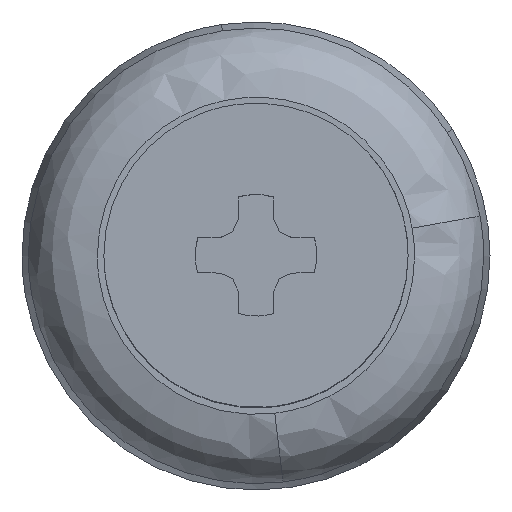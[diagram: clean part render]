
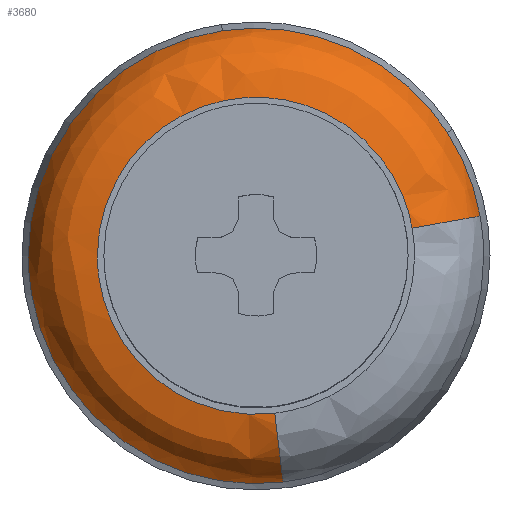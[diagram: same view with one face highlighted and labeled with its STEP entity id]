
A CAD part, top view. The second image highlights one B-rep face of the part: STEP entity #3680.
In plain terms, the highlighted free-form (B-spline) face has degree [2, 2] with [7, 3] control points.
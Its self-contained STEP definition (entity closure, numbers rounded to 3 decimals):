
#2523=CARTESIAN_POINT('',(4.088,2.639,-8.54));
#2524=VERTEX_POINT('',#2523);
#2525=CARTESIAN_POINT('',(4.791,0.852,-8.54));
#2526=VERTEX_POINT('',#2525);
#2527=CARTESIAN_POINT('',(4.088,2.639,-8.54));
#2528=CARTESIAN_POINT('',(4.619,1.816,-8.54));
#2529=CARTESIAN_POINT('',(4.791,0.852,-8.54));
#2537=(BOUNDED_CURVE()B_SPLINE_CURVE(2,(#2527,#2528,#2529),.UNSPECIFIED.,.F.,.U.)B_SPLINE_CURVE_WITH_KNOTS((3,3),(0.407,0.47),.UNSPECIFIED.)CURVE()GEOMETRIC_REPRESENTATION_ITEM()RATIONAL_B_SPLINE_CURVE((0.863,0.882,0.938))REPRESENTATION_ITEM(''));
#2538=EDGE_CURVE('',#2524,#2526,#2537,.T.);
#2555=CARTESIAN_POINT('',(0.576,-4.832,-8.54));
#2556=VERTEX_POINT('',#2555);
#2570=CARTESIAN_POINT('',(-4.866,0.0,-8.54));
#2571=VERTEX_POINT('',#2570);
#2572=CARTESIAN_POINT('',(0.576,-4.832,-8.54));
#2573=CARTESIAN_POINT('',(0.289,-4.866,-8.54));
#2574=CARTESIAN_POINT('',(0.0,-4.866,-8.54));
#2575=CARTESIAN_POINT('',(-4.866,-4.866,-8.54));
#2576=CARTESIAN_POINT('',(-4.866,0.0,-8.54));
#2584=(BOUNDED_CURVE()B_SPLINE_CURVE(2,(#2572,#2573,#2574,#2575,#2576),.UNSPECIFIED.,.F.,.U.)B_SPLINE_CURVE_WITH_KNOTS((3,2,3),(0.729,0.75,1.0),.UNSPECIFIED.)CURVE()GEOMETRIC_REPRESENTATION_ITEM()RATIONAL_B_SPLINE_CURVE((0.956,0.976,1.0,0.707,1.0))REPRESENTATION_ITEM(''));
#2585=EDGE_CURVE('',#2556,#2571,#2584,.T.);
#2587=CARTESIAN_POINT('',(-0.719,4.812,-8.54));
#2588=VERTEX_POINT('',#2587);
#2589=CARTESIAN_POINT('',(-4.866,0.0,-8.54));
#2590=CARTESIAN_POINT('',(-4.866,4.193,-8.54));
#2591=CARTESIAN_POINT('',(-0.719,4.812,-8.54));
#2599=(BOUNDED_CURVE()B_SPLINE_CURVE(2,(#2589,#2590,#2591),.UNSPECIFIED.,.F.,.U.)B_SPLINE_CURVE_WITH_KNOTS((3,3),(0.0,0.225),.UNSPECIFIED.)CURVE()GEOMETRIC_REPRESENTATION_ITEM()RATIONAL_B_SPLINE_CURVE((1.0,0.737,0.946))REPRESENTATION_ITEM(''));
#2600=EDGE_CURVE('',#2571,#2588,#2599,.T.);
#2678=CARTESIAN_POINT('',(-0.719,4.812,-8.54));
#2679=CARTESIAN_POINT('',(-0.362,4.866,-8.54));
#2680=CARTESIAN_POINT('',(0.0,4.866,-8.54));
#2681=CARTESIAN_POINT('',(2.651,4.866,-8.54));
#2682=CARTESIAN_POINT('',(4.088,2.639,-8.54));
#2690=(BOUNDED_CURVE()B_SPLINE_CURVE(2,(#2678,#2679,#2680,#2681,#2682),.UNSPECIFIED.,.F.,.U.)B_SPLINE_CURVE_WITH_KNOTS((3,2,3),(0.225,0.25,0.407),.UNSPECIFIED.)CURVE()GEOMETRIC_REPRESENTATION_ITEM()RATIONAL_B_SPLINE_CURVE((0.946,0.97,1.0,0.816,0.863))REPRESENTATION_ITEM(''));
#2691=EDGE_CURVE('',#2588,#2524,#2690,.T.);
#3583=CARTESIAN_POINT('',(0.39,-3.271,-7.303));
#3584=CARTESIAN_POINT('',(-2.699,-3.639,-7.303));
#3585=CARTESIAN_POINT('',(-3.243,-0.576,-7.303));
#3586=CARTESIAN_POINT('',(-3.819,2.666,-7.303));
#3587=CARTESIAN_POINT('',(-0.576,3.243,-7.303));
#3588=CARTESIAN_POINT('',(2.666,3.819,-7.303));
#3589=CARTESIAN_POINT('',(3.243,0.576,-7.303));
#3590=CARTESIAN_POINT('',(0.559,-4.688,-7.213));
#3591=CARTESIAN_POINT('',(-3.868,-5.216,-7.213));
#3592=CARTESIAN_POINT('',(-4.648,-0.826,-7.213));
#3593=CARTESIAN_POINT('',(-5.475,3.822,-7.213));
#3594=CARTESIAN_POINT('',(-0.826,4.648,-7.213));
#3595=CARTESIAN_POINT('',(3.822,5.475,-7.213));
#3596=CARTESIAN_POINT('',(4.648,0.826,-7.213));
#3597=CARTESIAN_POINT('',(0.578,-4.845,-8.634));
#3598=CARTESIAN_POINT('',(-3.998,-5.391,-8.634));
#3599=CARTESIAN_POINT('',(-4.804,-0.854,-8.634));
#3600=CARTESIAN_POINT('',(-5.658,3.95,-8.634));
#3601=CARTESIAN_POINT('',(-0.854,4.804,-8.634));
#3602=CARTESIAN_POINT('',(3.95,5.658,-8.634));
#3603=CARTESIAN_POINT('',(4.804,0.854,-8.634));
#3611=(BOUNDED_SURFACE()B_SPLINE_SURFACE(2,2,((#3583,#3590,#3597),(#3584,#3591,#3598),(#3585,#3592,#3599),(#3586,#3593,#3600),(#3587,#3594,#3601),(#3588,#3595,#3602),(#3589,#3596,#3603)),.UNSPECIFIED.,.F.,.F.,.U.)B_SPLINE_SURFACE_WITH_KNOTS((3,2,2,3),(3,3),(0.0,7.761,15.846,23.93),(0.0,2.402),.UNSPECIFIED.)GEOMETRIC_REPRESENTATION_ITEM()RATIONAL_B_SPLINE_SURFACE(((0.897,0.648,0.894),(0.66,0.477,0.657),(0.918,0.663,0.914),(0.649,0.469,0.646),(0.918,0.663,0.914),(0.649,0.469,0.646),(0.918,0.663,0.914)))REPRESENTATION_ITEM('')SURFACE());
#3612=CARTESIAN_POINT('',(0.401,-3.365,-7.3));
#3613=VERTEX_POINT('',#3612);
#3614=CARTESIAN_POINT('',(-3.389,0.0,-7.3));
#3615=VERTEX_POINT('',#3614);
#3616=CARTESIAN_POINT('',(0.401,-3.365,-7.3));
#3617=CARTESIAN_POINT('',(0.201,-3.389,-7.3));
#3618=CARTESIAN_POINT('',(0.0,-3.389,-7.3));
#3619=CARTESIAN_POINT('',(-3.389,-3.389,-7.3));
#3620=CARTESIAN_POINT('',(-3.389,0.0,-7.3));
#3628=(BOUNDED_CURVE()B_SPLINE_CURVE(2,(#3616,#3617,#3618,#3619,#3620),.UNSPECIFIED.,.F.,.U.)B_SPLINE_CURVE_WITH_KNOTS((3,2,3),(0.729,0.75,1.0),.UNSPECIFIED.)CURVE()GEOMETRIC_REPRESENTATION_ITEM()RATIONAL_B_SPLINE_CURVE((0.956,0.976,1.0,0.707,1.0))REPRESENTATION_ITEM(''));
#3629=EDGE_CURVE('',#3613,#3615,#3628,.T.);
#3630=ORIENTED_EDGE('',*,*,#3629,.T.);
#3631=CARTESIAN_POINT('',(3.336,0.593,-7.3));
#3632=VERTEX_POINT('',#3631);
#3633=CARTESIAN_POINT('',(-3.389,0.0,-7.3));
#3634=CARTESIAN_POINT('',(-3.389,3.389,-7.3));
#3635=CARTESIAN_POINT('',(0.0,3.389,-7.3));
#3636=CARTESIAN_POINT('',(2.839,3.389,-7.3));
#3637=CARTESIAN_POINT('',(3.336,0.593,-7.3));
#3645=(BOUNDED_CURVE()B_SPLINE_CURVE(2,(#3633,#3634,#3635,#3636,#3637),.UNSPECIFIED.,.F.,.U.)B_SPLINE_CURVE_WITH_KNOTS((3,2,3),(0.0,0.25,0.47),.UNSPECIFIED.)CURVE()GEOMETRIC_REPRESENTATION_ITEM()RATIONAL_B_SPLINE_CURVE((1.0,0.707,1.0,0.742,0.938))REPRESENTATION_ITEM(''));
#3646=EDGE_CURVE('',#3615,#3632,#3645,.T.);
#3647=ORIENTED_EDGE('',*,*,#3646,.T.);
#3648=CARTESIAN_POINT('',(3.336,0.593,-7.3));
#3649=CARTESIAN_POINT('',(4.576,0.813,-7.3));
#3650=CARTESIAN_POINT('',(4.791,0.852,-8.54));
#3658=(BOUNDED_CURVE()B_SPLINE_CURVE(2,(#3648,#3649,#3650),.UNSPECIFIED.,.F.,.U.)B_SPLINE_CURVE_WITH_KNOTS((3,3),(-1.711,-0.301),.UNSPECIFIED.)CURVE()GEOMETRIC_REPRESENTATION_ITEM()RATIONAL_B_SPLINE_CURVE((0.896,0.685,0.892))REPRESENTATION_ITEM(''));
#3659=EDGE_CURVE('',#3632,#2526,#3658,.T.);
#3660=ORIENTED_EDGE('',*,*,#3659,.T.);
#3661=ORIENTED_EDGE('',*,*,#2538,.F.);
#3662=ORIENTED_EDGE('',*,*,#2691,.F.);
#3663=ORIENTED_EDGE('',*,*,#2600,.F.);
#3664=ORIENTED_EDGE('',*,*,#2585,.F.);
#3665=CARTESIAN_POINT('',(0.401,-3.365,-7.3));
#3666=CARTESIAN_POINT('',(0.55,-4.615,-7.3));
#3667=CARTESIAN_POINT('',(0.576,-4.832,-8.54));
#3675=(BOUNDED_CURVE()B_SPLINE_CURVE(2,(#3665,#3666,#3667),.UNSPECIFIED.,.F.,.U.)B_SPLINE_CURVE_WITH_KNOTS((3,3),(-1.711,-0.301),.UNSPECIFIED.)CURVE()GEOMETRIC_REPRESENTATION_ITEM()RATIONAL_B_SPLINE_CURVE((0.876,0.67,0.872))REPRESENTATION_ITEM(''));
#3676=EDGE_CURVE('',#3613,#2556,#3675,.T.);
#3677=ORIENTED_EDGE('',*,*,#3676,.F.);
#3678=EDGE_LOOP('',(#3630,#3647,#3660,#3661,#3662,#3663,#3664,#3677));
#3679=FACE_OUTER_BOUND('',#3678,.T.);
#3680=ADVANCED_FACE('',(#3679),#3611,.T.);
